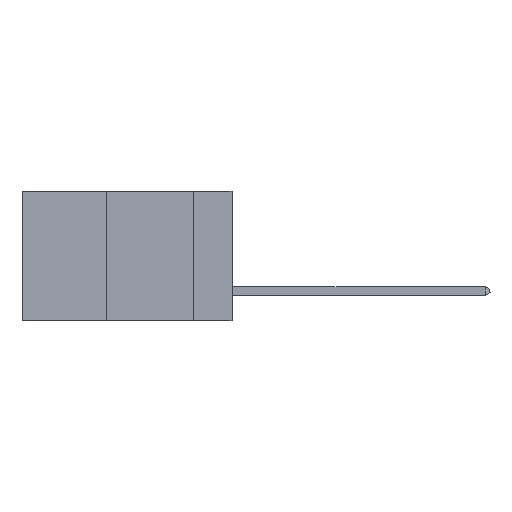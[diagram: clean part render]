
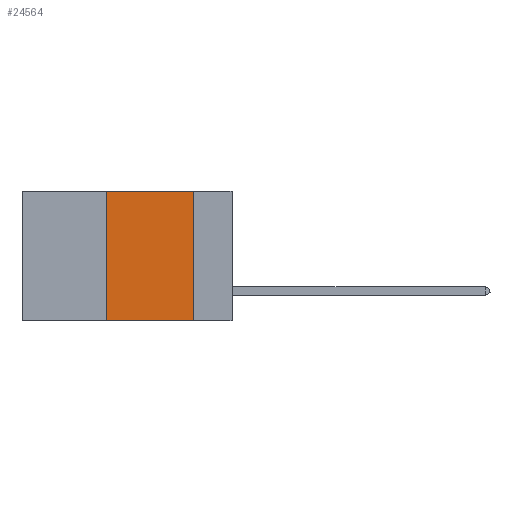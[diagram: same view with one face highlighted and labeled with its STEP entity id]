
A CAD part, left-side view. The second image highlights one B-rep face of the part: STEP entity #24564.
In plain terms, the highlighted planar face has unit normal (-1, 0, 0).
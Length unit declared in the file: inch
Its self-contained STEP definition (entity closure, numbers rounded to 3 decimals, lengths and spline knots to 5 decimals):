
#1385 = VERTEX_POINT ( 'NONE', #23350 ) ;
#2098 = LINE ( 'NONE', #17984, #17192 ) ;
#2470 = VERTEX_POINT ( 'NONE', #9573 ) ;
#3363 = LINE ( 'NONE', #6000, #25533 ) ;
#5203 = ORIENTED_EDGE ( 'NONE', *, *, #15625, .F. ) ;
#6000 = CARTESIAN_POINT ( 'NONE',  ( 0., 0.6, -0.37 ) ) ;
#6568 = AXIS2_PLACEMENT_3D ( 'NONE', #27059, #18796, #16209 ) ;
#9573 = CARTESIAN_POINT ( 'NONE',  ( 0., 0.36, -0.37 ) ) ;
#10362 = EDGE_CURVE ( 'NONE', #2470, #20519, #3363, .T. ) ;
#10473 = EDGE_CURVE ( 'NONE', #21915, #20519, #29235, .T. ) ;
#11091 = DIRECTION ( 'NONE',  ( 0., 0., 1. ) ) ;
#11183 = CARTESIAN_POINT ( 'NONE',  ( 0., 0.11, -0.37 ) ) ;
#12061 = ORIENTED_EDGE ( 'NONE', *, *, #10473, .F. ) ;
#13479 = DIRECTION ( 'NONE',  ( 0., -1., 0. ) ) ;
#13951 = CARTESIAN_POINT ( 'NONE',  ( 0., 0.11, 0. ) ) ;
#15625 = EDGE_CURVE ( 'NONE', #2470, #1385, #23058, .T. ) ;
#16128 = DIRECTION ( 'NONE',  ( 0., 0., -1. ) ) ;
#16209 = DIRECTION ( 'NONE',  ( 0., 0., -1. ) ) ;
#16592 = CARTESIAN_POINT ( 'NONE',  ( 0., 0.11, 0. ) ) ;
#17192 = VECTOR ( 'NONE', #20279, 39.37008 ) ;
#17984 = CARTESIAN_POINT ( 'NONE',  ( 0., 0.6, 0. ) ) ;
#18079 = EDGE_LOOP ( 'NONE', ( #12061, #21381, #5203, #20883 ) ) ;
#18796 = DIRECTION ( 'NONE',  ( 1., 0., 0. ) ) ;
#18907 = CARTESIAN_POINT ( 'NONE',  ( 0., 0.36, 0. ) ) ;
#18971 = VECTOR ( 'NONE', #11091, 39.37008 ) ;
#20279 = DIRECTION ( 'NONE',  ( 0., -1., 0. ) ) ;
#20519 = VERTEX_POINT ( 'NONE', #11183 ) ;
#20568 = VECTOR ( 'NONE', #16128, 39.37008 ) ;
#20883 = ORIENTED_EDGE ( 'NONE', *, *, #10362, .T. ) ;
#21381 = ORIENTED_EDGE ( 'NONE', *, *, #29790, .F. ) ;
#21875 = PLANE ( 'NONE',  #6568 ) ;
#21915 = VERTEX_POINT ( 'NONE', #13951 ) ;
#23058 = LINE ( 'NONE', #18907, #18971 ) ;
#23350 = CARTESIAN_POINT ( 'NONE',  ( 0., 0.36, 0. ) ) ;
#24564 = ADVANCED_FACE ( 'NONE', ( #27056 ), #21875, .F. ) ;
#25533 = VECTOR ( 'NONE', #13479, 39.37008 ) ;
#27056 = FACE_OUTER_BOUND ( 'NONE', #18079, .T. ) ;
#27059 = CARTESIAN_POINT ( 'NONE',  ( 0., 0.6, 0. ) ) ;
#29235 = LINE ( 'NONE', #16592, #20568 ) ;
#29790 = EDGE_CURVE ( 'NONE', #1385, #21915, #2098, .T. ) ;
